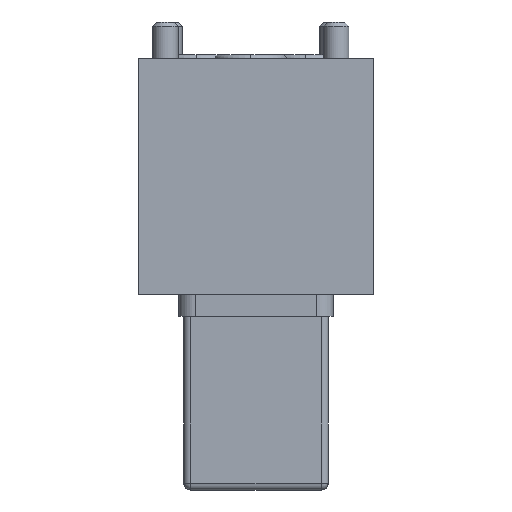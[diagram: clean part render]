
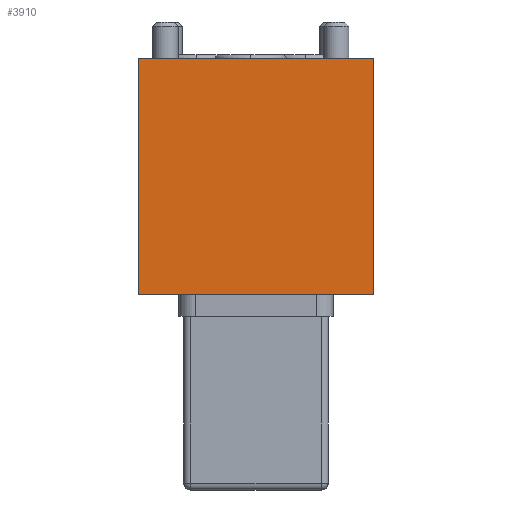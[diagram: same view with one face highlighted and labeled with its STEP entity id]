
A CAD part, front view. The second image highlights one B-rep face of the part: STEP entity #3910.
In plain terms, the highlighted planar face has unit normal (0, -1, 0).
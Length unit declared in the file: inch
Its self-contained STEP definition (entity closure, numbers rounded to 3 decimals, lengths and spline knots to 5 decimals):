
#362=DIRECTION('',(-1.,0.,0.));
#363=VECTOR('',#362,1.76);
#364=CARTESIAN_POINT('',(0.88,-1.22,0.885));
#365=LINE('',#364,#363);
#624=DIRECTION('',(0.,0.,1.));
#625=VECTOR('',#624,1.77);
#626=CARTESIAN_POINT('',(0.88,-1.22,-0.885));
#627=LINE('',#626,#625);
#680=DIRECTION('',(0.,0.,1.));
#681=VECTOR('',#680,1.77);
#682=CARTESIAN_POINT('',(-0.88,-1.22,-0.885));
#683=LINE('',#682,#681);
#684=DIRECTION('',(-1.,0.,0.));
#685=VECTOR('',#684,1.76);
#686=CARTESIAN_POINT('',(0.88,-1.22,-0.885));
#687=LINE('',#686,#685);
#2419=CARTESIAN_POINT('',(-0.88,-1.22,-0.885));
#2421=VERTEX_POINT('',#2419);
#2422=CARTESIAN_POINT('',(0.88,-1.22,-0.885));
#2423=VERTEX_POINT('',#2422);
#2440=CARTESIAN_POINT('',(-0.88,-1.22,0.885));
#2441=VERTEX_POINT('',#2440);
#2452=CARTESIAN_POINT('',(0.88,-1.22,0.885));
#2453=VERTEX_POINT('',#2452);
#3899=CARTESIAN_POINT('',(-0.88,-1.22,0.885));
#3900=DIRECTION('',(0.,-1.,0.));
#3901=DIRECTION('',(0.,0.,-1.));
#3902=AXIS2_PLACEMENT_3D('',#3899,#3900,#3901);
#3903=PLANE('',#3902);
#3904=ORIENTED_EDGE('',*,*,#3327,.T.);
#3905=ORIENTED_EDGE('',*,*,#3350,.F.);
#3906=ORIENTED_EDGE('',*,*,#3842,.F.);
#3907=ORIENTED_EDGE('',*,*,#3861,.T.);
#3908=EDGE_LOOP('',(#3904,#3905,#3906,#3907));
#3909=FACE_OUTER_BOUND('',#3908,.F.);
#3910=ADVANCED_FACE('',(#3909),#3903,.T.);
#3327=EDGE_CURVE('',#2421,#2441,#683,.T.);
#3350=EDGE_CURVE('',#2453,#2441,#365,.T.);
#3842=EDGE_CURVE('',#2423,#2453,#627,.T.);
#3861=EDGE_CURVE('',#2423,#2421,#687,.T.);
